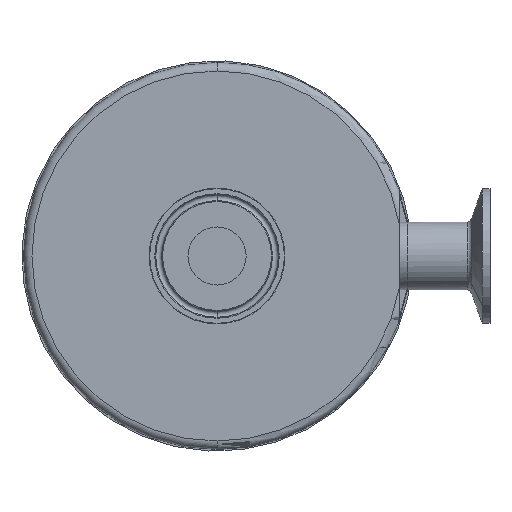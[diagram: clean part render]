
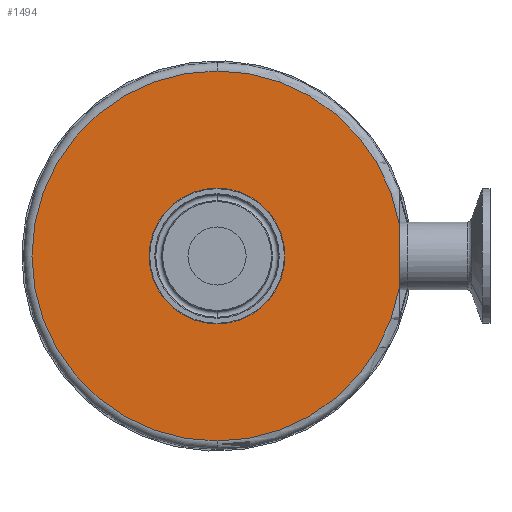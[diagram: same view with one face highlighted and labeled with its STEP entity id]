
A CAD part, front view. The second image highlights one B-rep face of the part: STEP entity #1494.
In plain terms, the highlighted planar face has unit normal (0, -1, 0).
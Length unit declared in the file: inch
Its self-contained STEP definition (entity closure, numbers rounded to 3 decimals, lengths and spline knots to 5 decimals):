
#234 = CARTESIAN_POINT ( 'NONE',  ( 2.685, -0.8, 0. ) ) ;
#397 = AXIS2_PLACEMENT_3D ( 'NONE', #8497, #2546, #5891 ) ;
#413 = AXIS2_PLACEMENT_3D ( 'NONE', #4947, #1820, #1111 ) ;
#582 = CARTESIAN_POINT ( 'NONE',  ( 0., -0.8, 2.725 ) ) ;
#633 = DIRECTION ( 'NONE',  ( 0., 1., 0. ) ) ;
#1111 = DIRECTION ( 'NONE',  ( 0., 0., 1. ) ) ;
#1233 = EDGE_LOOP ( 'NONE', ( #1816, #2095, #5488, #3278 ) ) ;
#1494 = ADVANCED_FACE ( 'Defeatured_0_56', ( #2785, #3440 ), #2747, .F. ) ;
#1534 = CARTESIAN_POINT ( 'NONE',  ( 2.685, -0.8, -0.46519 ) ) ;
#1577 = VECTOR ( 'NONE', #2905, 39.37008 ) ;
#1786 = AXIS2_PLACEMENT_3D ( 'NONE', #7543, #3600, #3644 ) ;
#1788 = EDGE_LOOP ( 'NONE', ( #4194, #8578 ) ) ;
#1816 = ORIENTED_EDGE ( 'NONE', *, *, #4780, .T. ) ;
#1820 = DIRECTION ( 'NONE',  ( 0., -1., 0. ) ) ;
#2000 = CARTESIAN_POINT ( 'NONE',  ( -1., -0.8, 0. ) ) ;
#2095 = ORIENTED_EDGE ( 'NONE', *, *, #4486, .T. ) ;
#2546 = DIRECTION ( 'NONE',  ( 0., -1., 0. ) ) ;
#2713 = AXIS2_PLACEMENT_3D ( 'NONE', #4824, #6825, #4788 ) ;
#2747 = PLANE ( 'NONE',  #8302 ) ;
#2764 = VERTEX_POINT ( 'NONE', #5664 ) ;
#2785 = FACE_OUTER_BOUND ( 'NONE', #1233, .T. ) ;
#2905 = DIRECTION ( 'NONE',  ( 0., 0., 1. ) ) ;
#3131 = CIRCLE ( 'NONE', #2713, 1. ) ;
#3156 = VERTEX_POINT ( 'NONE', #1534 ) ;
#3270 = DIRECTION ( 'NONE',  ( 0., 0., 1. ) ) ;
#3278 = ORIENTED_EDGE ( 'NONE', *, *, #8280, .T. ) ;
#3440 = FACE_BOUND ( 'NONE', #1788, .T. ) ;
#3493 = AXIS2_PLACEMENT_3D ( 'NONE', #3704, #6337, #5695 ) ;
#3600 = DIRECTION ( 'NONE',  ( 0., 1., 0. ) ) ;
#3644 = DIRECTION ( 'NONE',  ( 0., 0., 1. ) ) ;
#3704 = CARTESIAN_POINT ( 'NONE',  ( 0., -0.8, 0. ) ) ;
#3771 = CIRCLE ( 'NONE', #413, 2.725 ) ;
#3949 = VERTEX_POINT ( 'NONE', #582 ) ;
#4194 = ORIENTED_EDGE ( 'NONE', *, *, #7026, .T. ) ;
#4486 = EDGE_CURVE ( 'NONE', #3949, #8491, #5007, .T. ) ;
#4780 = EDGE_CURVE ( 'NONE', #7395, #3949, #3771, .T. ) ;
#4788 = DIRECTION ( 'NONE',  ( 0., 0., 1. ) ) ;
#4824 = CARTESIAN_POINT ( 'NONE',  ( 0., -0.8, 0. ) ) ;
#4947 = CARTESIAN_POINT ( 'NONE',  ( 0., -0.8, 0. ) ) ;
#5007 = CIRCLE ( 'NONE', #3493, 2.725 ) ;
#5134 = CARTESIAN_POINT ( 'NONE',  ( 2.685, -0.8, 0.46519 ) ) ;
#5488 = ORIENTED_EDGE ( 'NONE', *, *, #6211, .T. ) ;
#5664 = CARTESIAN_POINT ( 'NONE',  ( 0., -0.8, -1. ) ) ;
#5695 = DIRECTION ( 'NONE',  ( 0., 0., 1. ) ) ;
#5891 = DIRECTION ( 'NONE',  ( 0., 0., 1. ) ) ;
#5987 = CIRCLE ( 'NONE', #397, 2.725 ) ;
#6091 = CARTESIAN_POINT ( 'NONE',  ( 0., -0.8, -2.725 ) ) ;
#6211 = EDGE_CURVE ( 'NONE', #8491, #3156, #5987, .T. ) ;
#6337 = DIRECTION ( 'NONE',  ( 0., -1., 0. ) ) ;
#6355 = CIRCLE ( 'NONE', #1786, 1. ) ;
#6702 = CARTESIAN_POINT ( 'NONE',  ( 0., -0.8, 1. ) ) ;
#6825 = DIRECTION ( 'NONE',  ( 0., 1., 0. ) ) ;
#7026 = EDGE_CURVE ( 'NONE', #8488, #2764, #6355, .T. ) ;
#7395 = VERTEX_POINT ( 'NONE', #5134 ) ;
#7415 = LINE ( 'NONE', #234, #1577 ) ;
#7543 = CARTESIAN_POINT ( 'NONE',  ( 0., -0.8, 0. ) ) ;
#7661 = EDGE_CURVE ( 'NONE', #2764, #8488, #3131, .T. ) ;
#8280 = EDGE_CURVE ( 'NONE', #3156, #7395, #7415, .T. ) ;
#8302 = AXIS2_PLACEMENT_3D ( 'NONE', #2000, #633, #3270 ) ;
#8488 = VERTEX_POINT ( 'NONE', #6702 ) ;
#8491 = VERTEX_POINT ( 'NONE', #6091 ) ;
#8497 = CARTESIAN_POINT ( 'NONE',  ( 0., -0.8, 0. ) ) ;
#8578 = ORIENTED_EDGE ( 'NONE', *, *, #7661, .T. ) ;
